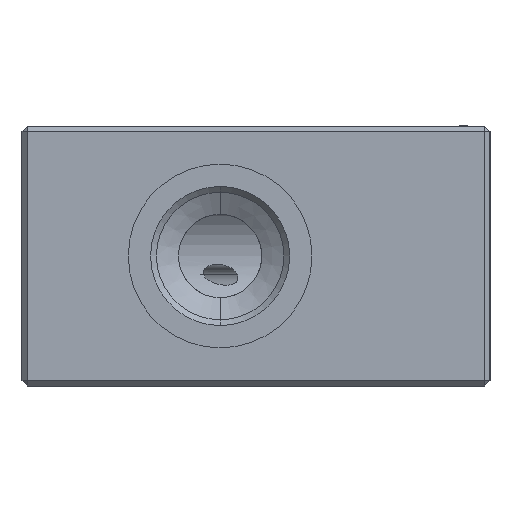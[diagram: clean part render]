
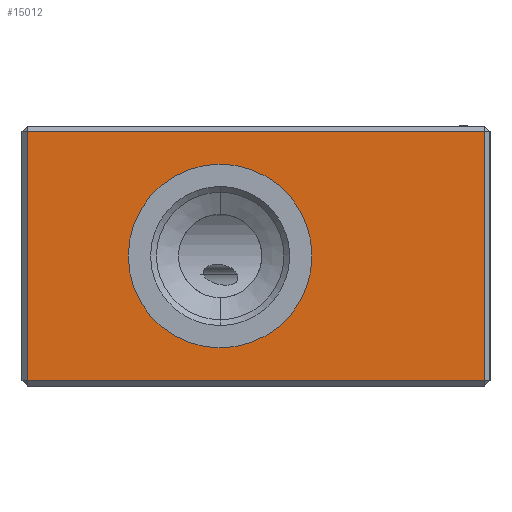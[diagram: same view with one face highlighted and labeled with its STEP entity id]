
A CAD part, left-side view. The second image highlights one B-rep face of the part: STEP entity #15012.
In plain terms, the highlighted planar face has unit normal (-1, 0, 0).
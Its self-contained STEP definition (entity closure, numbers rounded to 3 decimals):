
#28 = CIRCLE ( 'NONE', #13382, 17.665 ) ;
#196 = CARTESIAN_POINT ( 'NONE',  ( -57.15, 40.275, -24. ) ) ;
#754 = EDGE_LOOP ( 'NONE', ( #4765, #11830 ) ) ;
#1014 = ORIENTED_EDGE ( 'NONE', *, *, #16661, .T. ) ;
#1071 = DIRECTION ( 'NONE',  ( 0., -1., 0. ) ) ;
#1545 = EDGE_CURVE ( 'NONE', #7449, #3896, #28, .T. ) ;
#2334 = PLANE ( 'NONE',  #12253 ) ;
#2436 = VERTEX_POINT ( 'NONE', #9309 ) ;
#3260 = LINE ( 'NONE', #18399, #9178 ) ;
#3328 = FACE_BOUND ( 'NONE', #754, .T. ) ;
#3579 = DIRECTION ( 'NONE',  ( 0., 0., -1. ) ) ;
#3896 = VERTEX_POINT ( 'NONE', #12369 ) ;
#4266 = LINE ( 'NONE', #5695, #10207 ) ;
#4589 = CARTESIAN_POINT ( 'NONE',  ( -57.15, -47.725, 24. ) ) ;
#4748 = VERTEX_POINT ( 'NONE', #14719 ) ;
#4765 = ORIENTED_EDGE ( 'NONE', *, *, #1545, .F. ) ;
#5046 = EDGE_CURVE ( 'NONE', #4748, #18987, #3260, .T. ) ;
#5680 = CARTESIAN_POINT ( 'NONE',  ( -57.15, 3.175, 0. ) ) ;
#5695 = CARTESIAN_POINT ( 'NONE',  ( -57.15, 40.275, 25. ) ) ;
#5724 = CIRCLE ( 'NONE', #10846, 17.665 ) ;
#5789 = EDGE_LOOP ( 'NONE', ( #14344, #1014, #16172, #11624 ) ) ;
#5794 = LINE ( 'NONE', #18628, #11939 ) ;
#6277 = EDGE_CURVE ( 'NONE', #3896, #7449, #5724, .T. ) ;
#6972 = FACE_OUTER_BOUND ( 'NONE', #5789, .T. ) ;
#7153 = DIRECTION ( 'NONE',  ( -1., 0., 0. ) ) ;
#7318 = CARTESIAN_POINT ( 'NONE',  ( -57.15, 3.175, 0. ) ) ;
#7384 = DIRECTION ( 'NONE',  ( 0., 0., 1. ) ) ;
#7449 = VERTEX_POINT ( 'NONE', #14656 ) ;
#8575 = DIRECTION ( 'NONE',  ( 0., 0., -1. ) ) ;
#9009 = EDGE_CURVE ( 'NONE', #2436, #14833, #4266, .T. ) ;
#9178 = VECTOR ( 'NONE', #15518, 1000. ) ;
#9309 = CARTESIAN_POINT ( 'NONE',  ( -57.15, 40.275, 24. ) ) ;
#9867 = EDGE_CURVE ( 'NONE', #18987, #2436, #15217, .T. ) ;
#10207 = VECTOR ( 'NONE', #8575, 1000. ) ;
#10846 = AXIS2_PLACEMENT_3D ( 'NONE', #5680, #7153, #17385 ) ;
#11624 = ORIENTED_EDGE ( 'NONE', *, *, #9867, .T. ) ;
#11830 = ORIENTED_EDGE ( 'NONE', *, *, #6277, .F. ) ;
#11939 = VECTOR ( 'NONE', #1071, 1000. ) ;
#12253 = AXIS2_PLACEMENT_3D ( 'NONE', #13955, #15507, #3579 ) ;
#12369 = CARTESIAN_POINT ( 'NONE',  ( -57.15, 3.175, -17.665 ) ) ;
#13382 = AXIS2_PLACEMENT_3D ( 'NONE', #7318, #16322, #7384 ) ;
#13955 = CARTESIAN_POINT ( 'NONE',  ( -57.15, -48.725, 25. ) ) ;
#14344 = ORIENTED_EDGE ( 'NONE', *, *, #9009, .T. ) ;
#14477 = CARTESIAN_POINT ( 'NONE',  ( -57.15, -48.725, 24. ) ) ;
#14656 = CARTESIAN_POINT ( 'NONE',  ( -57.15, 3.175, 17.665 ) ) ;
#14719 = CARTESIAN_POINT ( 'NONE',  ( -57.15, -47.725, -24. ) ) ;
#14833 = VERTEX_POINT ( 'NONE', #196 ) ;
#15012 = ADVANCED_FACE ( 'NONE', ( #6972, #3328 ), #2334, .F. ) ;
#15217 = LINE ( 'NONE', #14477, #18194 ) ;
#15507 = DIRECTION ( 'NONE',  ( 1., 0., 0. ) ) ;
#15518 = DIRECTION ( 'NONE',  ( 0., 0., 1. ) ) ;
#16172 = ORIENTED_EDGE ( 'NONE', *, *, #5046, .T. ) ;
#16322 = DIRECTION ( 'NONE',  ( -1., 0., 0. ) ) ;
#16661 = EDGE_CURVE ( 'NONE', #14833, #4748, #5794, .T. ) ;
#17385 = DIRECTION ( 'NONE',  ( 0., 0., 1. ) ) ;
#18194 = VECTOR ( 'NONE', #18833, 1000. ) ;
#18399 = CARTESIAN_POINT ( 'NONE',  ( -57.15, -47.725, 25. ) ) ;
#18628 = CARTESIAN_POINT ( 'NONE',  ( -57.15, -48.725, -24. ) ) ;
#18833 = DIRECTION ( 'NONE',  ( 0., 1., 0. ) ) ;
#18987 = VERTEX_POINT ( 'NONE', #4589 ) ;
